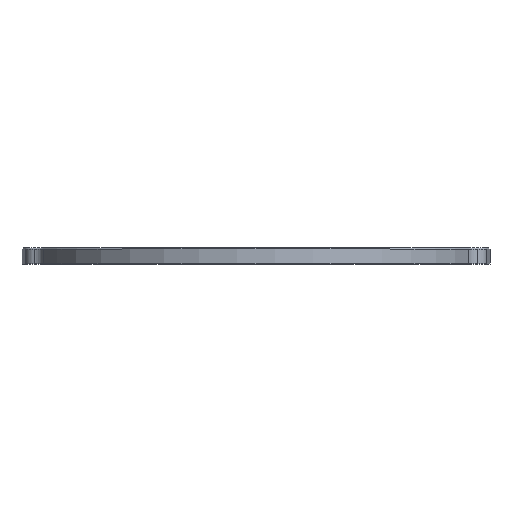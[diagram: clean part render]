
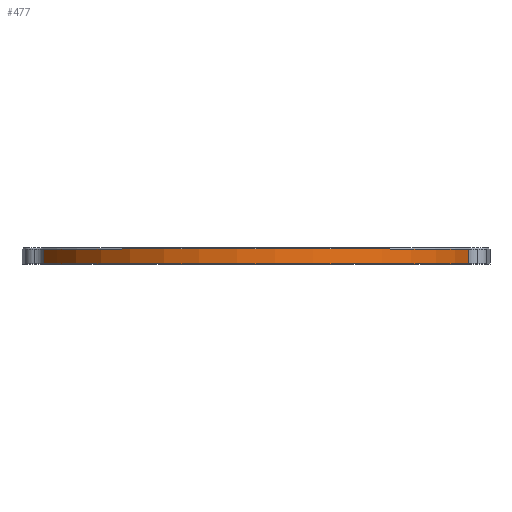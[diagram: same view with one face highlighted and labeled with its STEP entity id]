
A CAD part, top view. The second image highlights one B-rep face of the part: STEP entity #477.
In plain terms, the highlighted cylindrical face has radius 82.55 mm (diameter 165.1 mm), a partial arc.
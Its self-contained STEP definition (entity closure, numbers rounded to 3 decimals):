
#90 = CARTESIAN_POINT ( 'NONE',  ( 79.416, 0., 22.531 ) ) ;
#238 = DIRECTION ( 'NONE',  ( 0., -1., 0. ) ) ;
#252 = CYLINDRICAL_SURFACE ( 'NONE', #2405, 82.55 ) ;
#255 = VERTEX_POINT ( 'NONE', #1681 ) ;
#272 = CARTESIAN_POINT ( 'NONE',  ( 0., 6., 0. ) ) ;
#416 = CARTESIAN_POINT ( 'NONE',  ( 79.416, 5.5, 22.531 ) ) ;
#445 = CARTESIAN_POINT ( 'NONE',  ( 79.416, 6., 22.531 ) ) ;
#446 = AXIS2_PLACEMENT_3D ( 'NONE', #827, #2302, #2289 ) ;
#477 = ADVANCED_FACE ( 'NONE', ( #1853 ), #252, .T. ) ;
#509 = ORIENTED_EDGE ( 'NONE', *, *, #1398, .T. ) ;
#537 = DIRECTION ( 'NONE',  ( 0., 1., 0. ) ) ;
#557 = ORIENTED_EDGE ( 'NONE', *, *, #1366, .T. ) ;
#668 = VERTEX_POINT ( 'NONE', #1998 ) ;
#742 = EDGE_CURVE ( 'NONE', #255, #668, #1878, .T. ) ;
#751 = CARTESIAN_POINT ( 'NONE',  ( 0., 0., 0. ) ) ;
#822 = VERTEX_POINT ( 'NONE', #416 ) ;
#827 = CARTESIAN_POINT ( 'NONE',  ( 0., 5.5, 0. ) ) ;
#889 = DIRECTION ( 'NONE',  ( 0., 1., 0. ) ) ;
#1090 = ORIENTED_EDGE ( 'NONE', *, *, #742, .T. ) ;
#1185 = AXIS2_PLACEMENT_3D ( 'NONE', #751, #537, #1575 ) ;
#1202 = VECTOR ( 'NONE', #889, 1000. ) ;
#1308 = ORIENTED_EDGE ( 'NONE', *, *, #2315, .T. ) ;
#1366 = EDGE_CURVE ( 'NONE', #822, #255, #1755, .T. ) ;
#1371 = CARTESIAN_POINT ( 'NONE',  ( -79.416, 6., 22.531 ) ) ;
#1398 = EDGE_CURVE ( 'NONE', #2334, #822, #1973, .T. ) ;
#1575 = DIRECTION ( 'NONE',  ( 0., 0., -1. ) ) ;
#1668 = DIRECTION ( 'NONE',  ( 0., -1., 0. ) ) ;
#1681 = CARTESIAN_POINT ( 'NONE',  ( -79.416, 5.5, 22.531 ) ) ;
#1755 = CIRCLE ( 'NONE', #446, 82.55 ) ;
#1782 = CIRCLE ( 'NONE', #1185, 82.55 ) ;
#1853 = FACE_OUTER_BOUND ( 'NONE', #2237, .T. ) ;
#1878 = LINE ( 'NONE', #1371, #2454 ) ;
#1973 = LINE ( 'NONE', #445, #1202 ) ;
#1998 = CARTESIAN_POINT ( 'NONE',  ( -79.416, 0., 22.531 ) ) ;
#2121 = DIRECTION ( 'NONE',  ( 0., 0., -1. ) ) ;
#2237 = EDGE_LOOP ( 'NONE', ( #509, #557, #1090, #1308 ) ) ;
#2289 = DIRECTION ( 'NONE',  ( 0., 0., -1. ) ) ;
#2302 = DIRECTION ( 'NONE',  ( 0., -1., 0. ) ) ;
#2315 = EDGE_CURVE ( 'NONE', #668, #2334, #1782, .T. ) ;
#2334 = VERTEX_POINT ( 'NONE', #90 ) ;
#2405 = AXIS2_PLACEMENT_3D ( 'NONE', #272, #238, #2121 ) ;
#2454 = VECTOR ( 'NONE', #1668, 1000. ) ;
